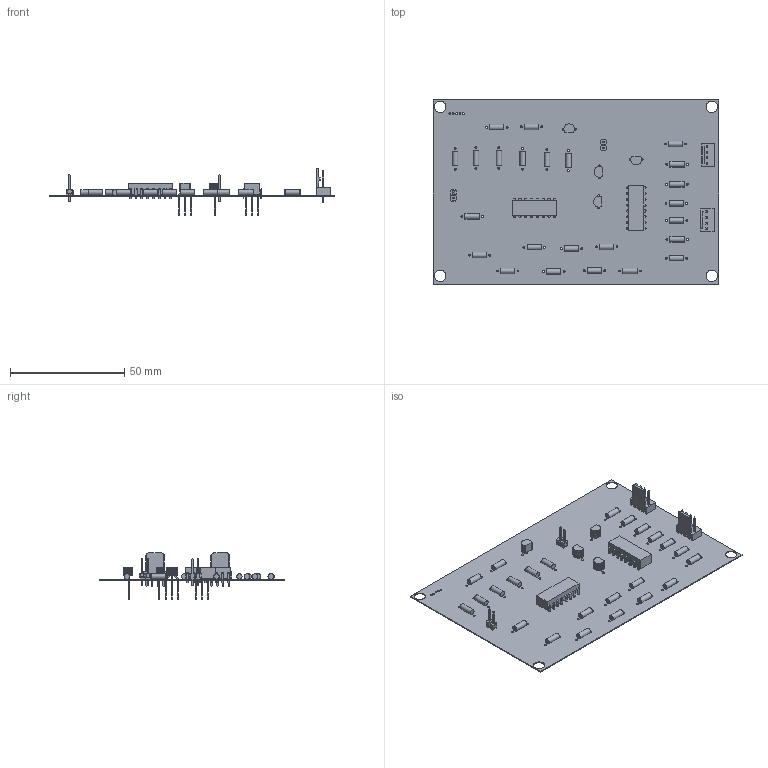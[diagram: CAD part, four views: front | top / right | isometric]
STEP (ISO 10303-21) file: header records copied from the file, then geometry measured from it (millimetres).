
FILE_DESCRIPTION(('Open CASCADE Model'),'2;1');
FILE_NAME('Open CASCADE Shape Model','2022-09-30T16:45:57',('Author'),( 'Open CASCADE'),'Open CASCADE STEP processor 6.8','Open CASCADE 6.8' ,'Unknown');
FILE_SCHEMA(('AUTOMOTIVE_DESIGN { 1 0 10303 214 1 1 1 1 }'));
Length unit declared in the file: millimetre
Products named in the file (86): PCB; Board; Open CASCADE STEP translator 6.8 2.1.1; J1; Conn_Harwin_M20-9990246_eec; m20-9990246_asm; M20-999-MOULD; M20-999-PIN; Harwin_Logo_Yury; Q3; PCB3; Free-Models; PCB1; 523779104; Extruded; PCB2; 790454240; 5933954288; U2; 5933948288; 5933948128; 5933947968; 5933947808; U1; 5933953808; 5933953648; 5933953488; 5933953328; R24; 5933949568; Cylinder; R23; 5933954528; R22; R21; 5933954848; R20; R19; R18; R17 ...
Assembly tree (207 placements, depth 8):
  PCB
    Board
      Open CASCADE STEP translator 6.8 2.1.1
    J1
      Conn_Harwin_M20-9990246_eec
        m20-9990246_asm
          M20-999-MOULD
          M20-999-PIN  x2
        Harwin_Logo_Yury
    Q3
      PCB3
        Board
        Free-Models
          PCB1  x2
            Board
            Free-Models
              523779104
                Extruded
          PCB2
            Board
            Free-Models
              790454240
                Extruded
      5933954288
        Extruded
    U2
      5933948288
        Extruded
      5933948128  x16
        Extruded
      5933947968  x16
        Extruded
      5933947808  x16
        Extruded
    U1
      5933953808
        Extruded
      5933953648  x16
        Extruded
      5933953488  x16
        Extruded
      5933953328  x16
        Extruded
    R24
      5933949568
        Cylinder
    R23
      5933954528
        Cylinder
    R22
      5933954528
        Cylinder
    R21
      5933954848
        Cylinder
    R20
      5933949568
        Cylinder
    R19
      5933954848
Bounding box: 125 x 80.64 x 20.23 mm (x, y, z)
Volume: 6796.2 mm3; surface area: 25045 mm2
Topology: 187 solids, 187 shells, 1974 faces, 4616 edges, 3016 vertices
Faces by surface type: plane 1809, cylinder 165
Full cylindrical faces by diameter (mm): 0.73 x5, 0.85 x48, 0.9 x44, 1 x8, 1.02 x4, 2.4 x24, 5 x4
Entity records: 22804 total; most frequent: DIRECTION 3528, CARTESIAN_POINT 3494, ORIENTED_EDGE 3216, EDGE_CURVE 1608, LINE 1348, VECTOR 1348, AXIS2_PLACEMENT_3D 1090, VERTEX_POINT 1056
